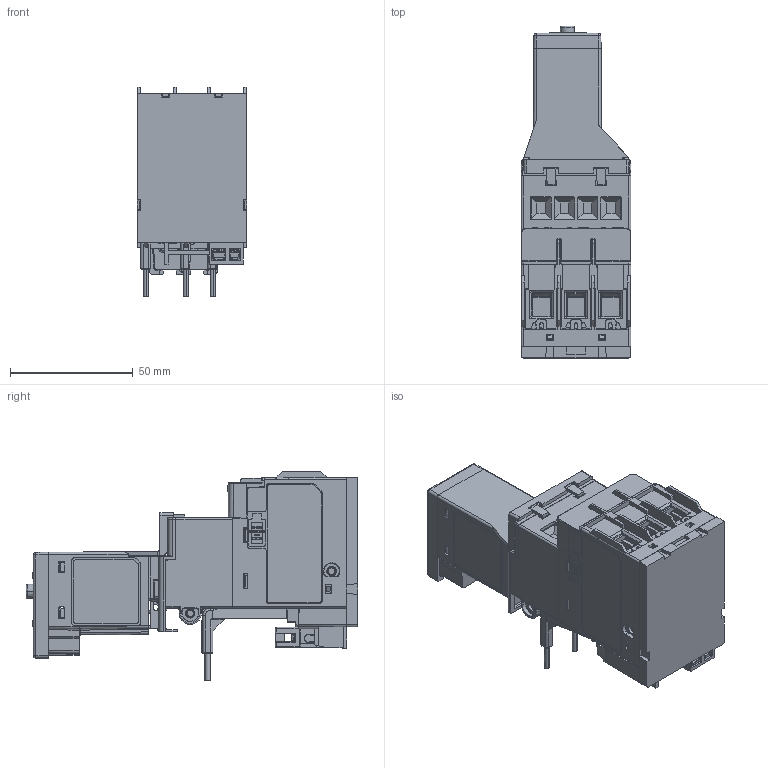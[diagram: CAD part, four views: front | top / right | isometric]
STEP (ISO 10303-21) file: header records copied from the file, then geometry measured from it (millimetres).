
FILE_DESCRIPTION((''),'2;1');
FILE_NAME('10000051373_SW0001','2015-05-28T',('GLLehman'),('Rockwell Automation'),'PRO/ENGINEER BY PARAMETRIC TECHNOLOGY CORPORATION, 2012480','PRO/ENGINEER BY PARAMETRIC TECHNOLOGY CORPORATION, 2012480','');
FILE_SCHEMA(('CONFIG_CONTROL_DESIGN'));
Products named in the file (1): 10000051373_SW0001
Bounding box: 44.8 x 135.45 x 85.35 mm (x, y, z)
Surface area: 94736.6 mm2 (no closed solid volume)
Topology: 0 solids, 504 shells, 3157 faces, 18239 edges, 15231 vertices
Faces by surface type: plane 2322, cylinder 598, cone 106, torus 66, bspline 50, sphere 15
Entity records: 184378 total; most frequent: CARTESIAN_POINT 51376, DIRECTION 24734, ORIENTED_EDGE 23207, EDGE_CURVE 18239, VERTEX_POINT 15231, VECTOR 14732, LINE 14732, AXIS2_PLACEMENT_3D 5001
